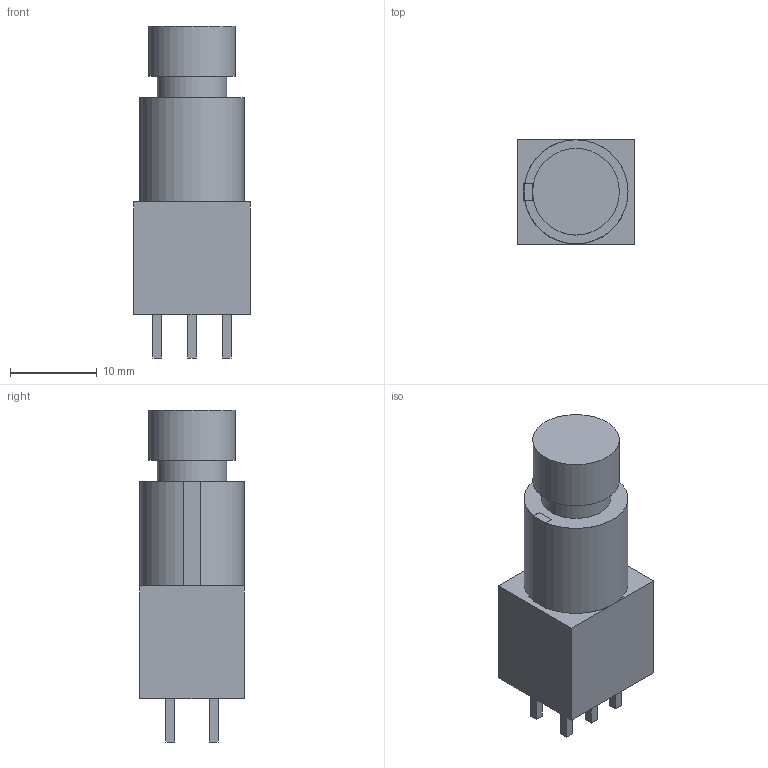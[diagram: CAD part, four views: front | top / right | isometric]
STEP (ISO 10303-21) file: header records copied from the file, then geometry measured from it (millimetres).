
FILE_DESCRIPTION(('FreeCAD Model'),'2;1');
FILE_NAME('Open CASCADE Shape Model','2025-09-22T16:31:46',(''),(''), 'Open CASCADE STEP processor 7.8','FreeCAD','Unknown');
FILE_SCHEMA(('AUTOMOTIVE_DESIGN { 1 0 10303 214 1 1 1 1 }'));
Length unit declared in the file: millimetre
Products named in the file (14): cube; cylinder001; cylinder002; Group; cube002; cylinder; cube001; difference; cube003; cube004; cube005; cube006; cube007; Group001
Bounding box: 13.4 x 12 x 38.3 mm (x, y, z)
Volume: 6064.9 mm3; surface area: 3662.5 mm2
Topology: 19 solids, 19 shells, 104 faces, 197 edges, 132 vertices
Faces by surface type: plane 98, cylinder 6
Full cylindrical faces by diameter (mm): 8 x2, 10 x2, 12 x1
Entity records: 3060 total; most frequent: CARTESIAN_POINT 434, DIRECTION 421, ORIENTED_EDGE 394, EDGE_CURVE 197, LINE 183, VECTOR 183, VERTEX_POINT 132, AXIS2_PLACEMENT_3D 119
